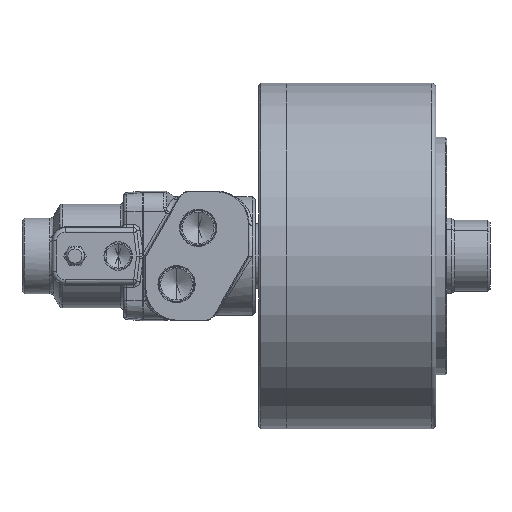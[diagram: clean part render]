
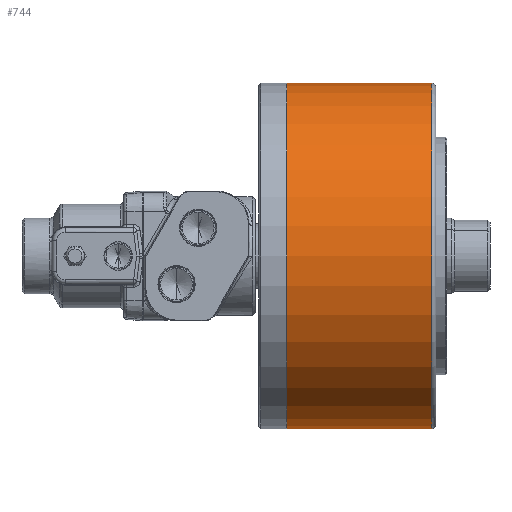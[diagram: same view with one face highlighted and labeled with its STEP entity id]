
A CAD part, front view. The second image highlights one B-rep face of the part: STEP entity #744.
In plain terms, the highlighted cylindrical face has radius 80 mm (diameter 160 mm), a partial arc.
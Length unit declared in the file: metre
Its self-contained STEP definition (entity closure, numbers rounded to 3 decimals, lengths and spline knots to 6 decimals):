
#316 = CARTESIAN_POINT ( 'NONE',  ( 0.067, 0., 0.08 ) ) ;
#446 = CARTESIAN_POINT ( 'NONE',  ( 0.067, 0., -0.08 ) ) ;
#662 = ORIENTED_EDGE ( 'NONE', *, *, #2642, .F. ) ;
#668 = ORIENTED_EDGE ( 'NONE', *, *, #2596, .T. ) ;
#744 = ADVANCED_FACE ( 'NONE', ( #11908 ), #11793, .T. ) ;
#776 = EDGE_CURVE ( 'NONE', #10117, #10058, #12065, .T. ) ;
#779 = EDGE_CURVE ( 'NONE', #2672, #2639, #11954, .T. ) ;
#812 = EDGE_LOOP ( 'NONE', ( #662, #835, #668, #825 ) ) ;
#825 = ORIENTED_EDGE ( 'NONE', *, *, #779, .F. ) ;
#835 = ORIENTED_EDGE ( 'NONE', *, *, #776, .T. ) ;
#2596 = EDGE_CURVE ( 'NONE', #10058, #2639, #11518, .T. ) ;
#2639 = VERTEX_POINT ( 'NONE', #11590 ) ;
#2642 = EDGE_CURVE ( 'NONE', #10117, #2672, #13360, .T. ) ;
#2672 = VERTEX_POINT ( 'NONE', #13519 ) ;
#10058 = VERTEX_POINT ( 'NONE', #316 ) ;
#10117 = VERTEX_POINT ( 'NONE', #446 ) ;
#11514 = DIRECTION ( 'NONE',  ( -1., 0., 0. ) ) ;
#11515 = VECTOR ( 'NONE', #11514, 1. ) ;
#11517 = CARTESIAN_POINT ( 'NONE',  ( 0., 0., 0.08 ) ) ;
#11518 = LINE ( 'NONE', #11517, #11515 ) ;
#11590 = CARTESIAN_POINT ( 'NONE',  ( 0., 0., 0.08 ) ) ;
#11772 = DIRECTION ( 'NONE',  ( -1., 0., 0. ) ) ;
#11793 = CYLINDRICAL_SURFACE ( 'NONE', #11898, 0.08 ) ;
#11874 = DIRECTION ( 'NONE',  ( 0., 0., 1. ) ) ;
#11880 = CARTESIAN_POINT ( 'NONE',  ( 0., 0., 0. ) ) ;
#11898 = AXIS2_PLACEMENT_3D ( 'NONE', #11880, #11772, #11874 ) ;
#11908 = FACE_OUTER_BOUND ( 'NONE', #812, .T. ) ;
#11926 = DIRECTION ( 'NONE',  ( 0., 0., 1. ) ) ;
#11928 = AXIS2_PLACEMENT_3D ( 'NONE', #11932, #11974, #11926 ) ;
#11932 = CARTESIAN_POINT ( 'NONE',  ( 0., 0., 0. ) ) ;
#11942 = CARTESIAN_POINT ( 'NONE',  ( 0.067, 0., 0. ) ) ;
#11951 = AXIS2_PLACEMENT_3D ( 'NONE', #11942, #11986, #11985 ) ;
#11954 = CIRCLE ( 'NONE', #11928, 0.08 ) ;
#11974 = DIRECTION ( 'NONE',  ( -1., 0., 0. ) ) ;
#11985 = DIRECTION ( 'NONE',  ( 0., 0., 1. ) ) ;
#11986 = DIRECTION ( 'NONE',  ( -1., 0., 0. ) ) ;
#12065 = CIRCLE ( 'NONE', #11951, 0.08 ) ;
#13310 = DIRECTION ( 'NONE',  ( -1., 0., 0. ) ) ;
#13311 = VECTOR ( 'NONE', #13310, 1. ) ;
#13358 = CARTESIAN_POINT ( 'NONE',  ( 0., 0., -0.08 ) ) ;
#13360 = LINE ( 'NONE', #13358, #13311 ) ;
#13519 = CARTESIAN_POINT ( 'NONE',  ( 0., 0., -0.08 ) ) ;
